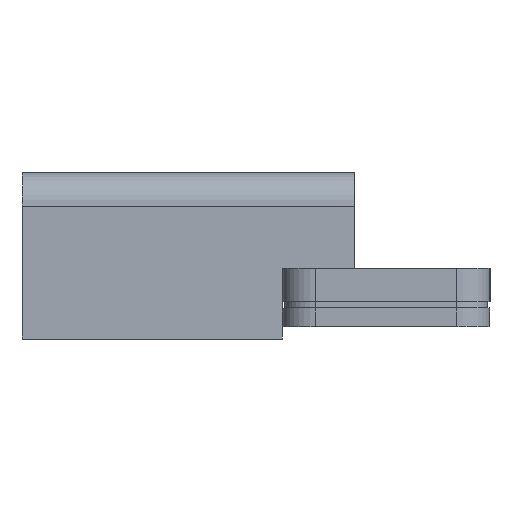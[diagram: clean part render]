
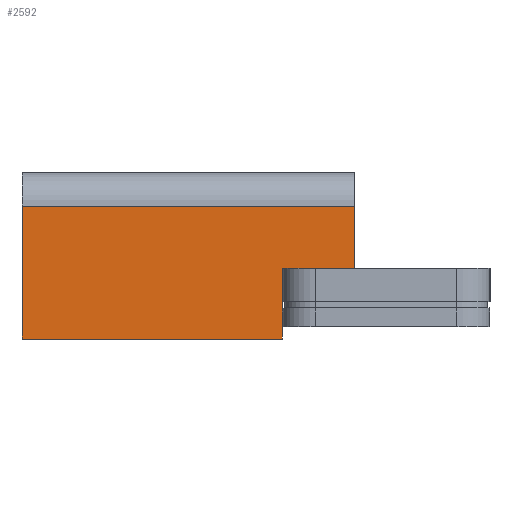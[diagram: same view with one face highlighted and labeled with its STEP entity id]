
A CAD part, left-side view. The second image highlights one B-rep face of the part: STEP entity #2592.
In plain terms, the highlighted planar face has unit normal (-1, 0, 0).
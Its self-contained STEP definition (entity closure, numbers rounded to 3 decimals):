
#1828=CARTESIAN_POINT('Vertex',(-79.5,80.,0.)) ;
#1831=CARTESIAN_POINT('Line Origine',(-79.5,80.,16.)) ;
#1835=CARTESIAN_POINT('Vertex',(-79.5,80.,32.)) ;
#1923=CARTESIAN_POINT('Line Origine',(-79.5,40.,32.)) ;
#1927=CARTESIAN_POINT('Vertex',(-79.5,0.,32.)) ;
#2426=CARTESIAN_POINT('Vertex',(-79.5,0.,17.)) ;
#2429=CARTESIAN_POINT('Line Origine',(-79.5,8.625,17.)) ;
#2433=CARTESIAN_POINT('Vertex',(-79.5,17.25,17.)) ;
#2525=CARTESIAN_POINT('Line Origine',(-79.5,17.25,8.5)) ;
#2529=CARTESIAN_POINT('Vertex',(-79.5,17.25,0.)) ;
#2569=CARTESIAN_POINT('Axis2P3D Location',(-79.5,0.,0.)) ;
#2574=CARTESIAN_POINT('Line Origine',(-79.5,0.,24.5)) ;
#2579=CARTESIAN_POINT('Line Origine',(-79.5,48.625,0.)) ;
#1833=VECTOR('Line Direction',#1832,1.) ;
#1925=VECTOR('Line Direction',#1924,1.) ;
#2431=VECTOR('Line Direction',#2430,1.) ;
#2527=VECTOR('Line Direction',#2526,1.) ;
#2576=VECTOR('Line Direction',#2575,1.) ;
#2581=VECTOR('Line Direction',#2580,1.) ;
#1832=DIRECTION('Vector Direction',(0.,0.,1.)) ;
#1924=DIRECTION('Vector Direction',(0.,1.,0.)) ;
#2430=DIRECTION('Vector Direction',(0.,1.,0.)) ;
#2526=DIRECTION('Vector Direction',(0.,0.,1.)) ;
#2570=DIRECTION('Axis2P3D Direction',(-1.,0.,0.)) ;
#2571=DIRECTION('Axis2P3D XDirection',(0.,0.,1.)) ;
#2575=DIRECTION('Vector Direction',(0.,0.,1.)) ;
#2580=DIRECTION('Vector Direction',(0.,1.,0.)) ;
#2572=AXIS2_PLACEMENT_3D('Plane Axis2P3D',#2569,#2570,#2571) ;
#1834=LINE('Line',#1831,#1833) ;
#1926=LINE('Line',#1923,#1925) ;
#2432=LINE('Line',#2429,#2431) ;
#2528=LINE('Line',#2525,#2527) ;
#2577=LINE('Line',#2574,#2576) ;
#2582=LINE('Line',#2579,#2581) ;
#2573=PLANE('',#2572) ;
#1837=EDGE_CURVE('',#1829,#1836,#1834,.T.) ;
#1929=EDGE_CURVE('',#1928,#1836,#1926,.T.) ;
#2435=EDGE_CURVE('',#2427,#2434,#2432,.T.) ;
#2531=EDGE_CURVE('',#2434,#2530,#2528,.F.) ;
#2578=EDGE_CURVE('',#2427,#1928,#2577,.T.) ;
#2583=EDGE_CURVE('',#2530,#1829,#2582,.T.) ;
#2584=EDGE_LOOP('',(#2585,#2586,#2587,#2588,#2589,#2590)) ;
#2585=ORIENTED_EDGE('',*,*,#2435,.F.) ;
#2586=ORIENTED_EDGE('',*,*,#2578,.T.) ;
#2587=ORIENTED_EDGE('',*,*,#1929,.T.) ;
#2588=ORIENTED_EDGE('',*,*,#1837,.F.) ;
#2589=ORIENTED_EDGE('',*,*,#2583,.F.) ;
#2590=ORIENTED_EDGE('',*,*,#2531,.F.) ;
#1829=VERTEX_POINT('',#1828) ;
#1836=VERTEX_POINT('',#1835) ;
#1928=VERTEX_POINT('',#1927) ;
#2427=VERTEX_POINT('',#2426) ;
#2434=VERTEX_POINT('',#2433) ;
#2530=VERTEX_POINT('',#2529) ;
#2592=ADVANCED_FACE('\X2\96F64EF651E04F554F53\X0\',(#2591),#2573,.T.) ;
#2591=FACE_OUTER_BOUND('',#2584,.T.) ;
